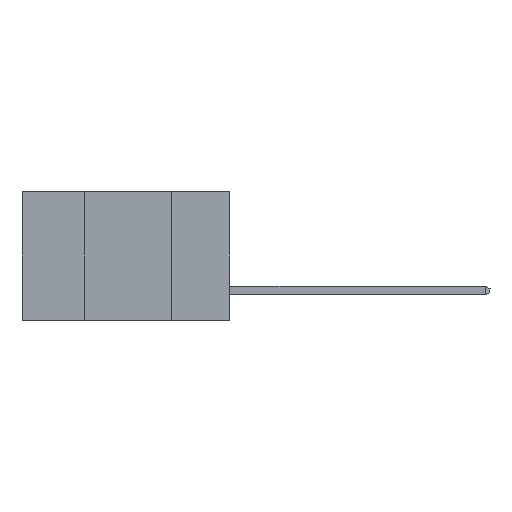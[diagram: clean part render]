
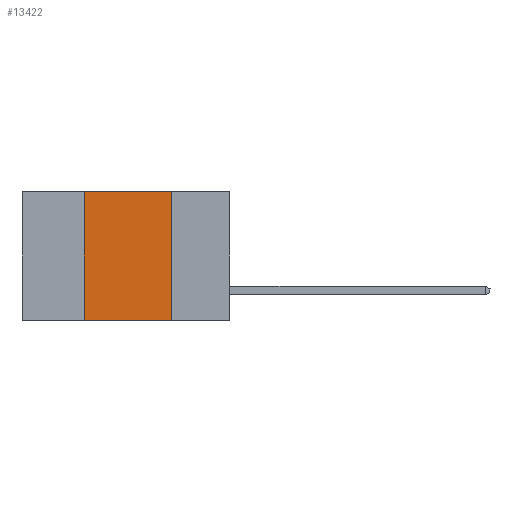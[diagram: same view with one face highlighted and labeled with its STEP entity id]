
A CAD part, left-side view. The second image highlights one B-rep face of the part: STEP entity #13422.
In plain terms, the highlighted planar face has unit normal (-1, 0, 0).
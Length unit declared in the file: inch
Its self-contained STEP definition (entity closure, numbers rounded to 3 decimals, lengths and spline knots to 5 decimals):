
#30 = CARTESIAN_POINT ( 'NONE',  ( 0., 0.6, -0.37 ) ) ;
#250 = LINE ( 'NONE', #30, #421 ) ;
#421 = VECTOR ( 'NONE', #9307, 39.37008 ) ;
#702 = DIRECTION ( 'NONE',  ( 0., 0., 1. ) ) ;
#1402 = CARTESIAN_POINT ( 'NONE',  ( 0., 0.42, -0.37 ) ) ;
#2746 = VERTEX_POINT ( 'NONE', #3824 ) ;
#3824 = CARTESIAN_POINT ( 'NONE',  ( 0., 0.17, -0.37 ) ) ;
#4195 = DIRECTION ( 'NONE',  ( 0., 0., -1. ) ) ;
#4309 = VERTEX_POINT ( 'NONE', #4353 ) ;
#4353 = CARTESIAN_POINT ( 'NONE',  ( 0., 0.17, 0. ) ) ;
#4441 = CARTESIAN_POINT ( 'NONE',  ( 0., 0.42, 0. ) ) ;
#4657 = DIRECTION ( 'NONE',  ( 0., -1., 0. ) ) ;
#5232 = ORIENTED_EDGE ( 'NONE', *, *, #14940, .F. ) ;
#6084 = AXIS2_PLACEMENT_3D ( 'NONE', #13706, #11275, #4195 ) ;
#7090 = VECTOR ( 'NONE', #12232, 39.37008 ) ;
#7131 = EDGE_CURVE ( 'NONE', #13347, #2746, #250, .T. ) ;
#7524 = CARTESIAN_POINT ( 'NONE',  ( 0., 0.17, -0.37 ) ) ;
#7899 = CARTESIAN_POINT ( 'NONE',  ( 0., 0.42, -0.37 ) ) ;
#8777 = ORIENTED_EDGE ( 'NONE', *, *, #7131, .T. ) ;
#9271 = EDGE_CURVE ( 'NONE', #13347, #13210, #11274, .T. ) ;
#9307 = DIRECTION ( 'NONE',  ( 0., -1., 0. ) ) ;
#9887 = PLANE ( 'NONE',  #6084 ) ;
#10222 = LINE ( 'NONE', #7524, #7090 ) ;
#10308 = VECTOR ( 'NONE', #702, 39.37008 ) ;
#10322 = VECTOR ( 'NONE', #4657, 39.37008 ) ;
#11274 = LINE ( 'NONE', #7899, #10308 ) ;
#11275 = DIRECTION ( 'NONE',  ( 1., 0., 0. ) ) ;
#11683 = CARTESIAN_POINT ( 'NONE',  ( 0., 0.6, 0. ) ) ;
#12232 = DIRECTION ( 'NONE',  ( 0., 0., -1. ) ) ;
#12444 = ORIENTED_EDGE ( 'NONE', *, *, #14992, .F. ) ;
#12595 = ORIENTED_EDGE ( 'NONE', *, *, #9271, .F. ) ;
#13210 = VERTEX_POINT ( 'NONE', #4441 ) ;
#13347 = VERTEX_POINT ( 'NONE', #1402 ) ;
#13422 = ADVANCED_FACE ( 'NONE', ( #14757 ), #9887, .F. ) ;
#13706 = CARTESIAN_POINT ( 'NONE',  ( 0., 0.6, 0. ) ) ;
#14295 = EDGE_LOOP ( 'NONE', ( #5232, #12444, #12595, #8777 ) ) ;
#14757 = FACE_OUTER_BOUND ( 'NONE', #14295, .T. ) ;
#14940 = EDGE_CURVE ( 'NONE', #4309, #2746, #10222, .T. ) ;
#14992 = EDGE_CURVE ( 'NONE', #13210, #4309, #15018, .T. ) ;
#15018 = LINE ( 'NONE', #11683, #10322 ) ;
